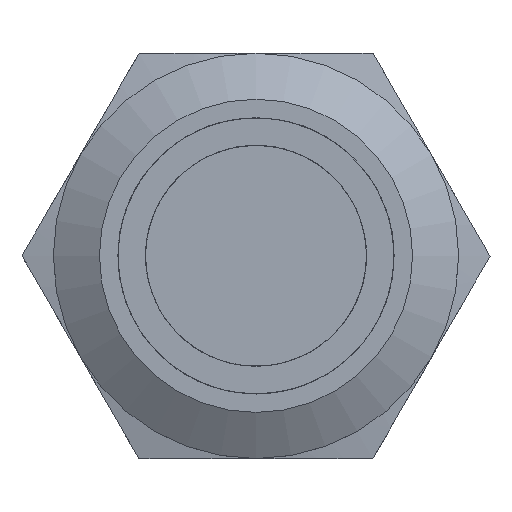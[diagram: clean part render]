
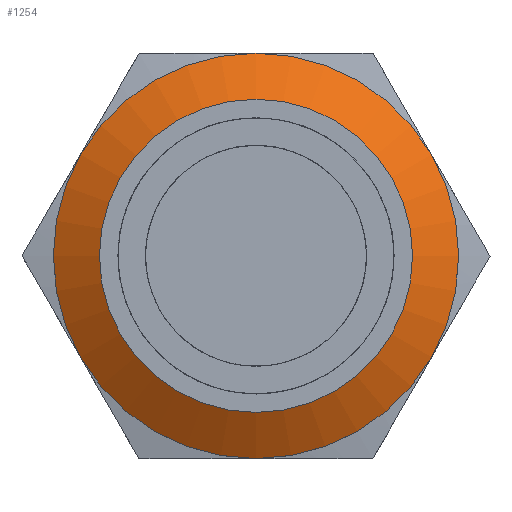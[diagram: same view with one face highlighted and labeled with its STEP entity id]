
A CAD part, top view. The second image highlights one B-rep face of the part: STEP entity #1254.
In plain terms, the highlighted conical face has half-angle 59.036 degrees and reference radius 8.5 mm.
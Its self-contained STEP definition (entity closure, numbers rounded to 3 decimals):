
#534=CONICAL_SURFACE('',#1319,8.5,1.03);
#726=VERTEX_POINT('',#1689);
#727=VERTEX_POINT('',#1691);
#764=CIRCLE('',#1320,8.5);
#765=CIRCLE('',#1321,11.);
#838=EDGE_CURVE('',#726,#726,#764,.T.);
#839=EDGE_CURVE('',#727,#727,#765,.T.);
#987=ORIENTED_EDGE('',*,*,#838,.T.);
#988=ORIENTED_EDGE('',*,*,#839,.T.);
#1099=EDGE_LOOP('',(#987));
#1100=EDGE_LOOP('',(#988));
#1183=FACE_BOUND('',#1099,.T.);
#1184=FACE_BOUND('',#1100,.T.);
#1254=ADVANCED_FACE('',(#1183,#1184),#534,.T.);
#1319=AXIS2_PLACEMENT_3D('',#1687,#1471,#1472);
#1320=AXIS2_PLACEMENT_3D('',#1688,#1473,#1474);
#1321=AXIS2_PLACEMENT_3D('',#1690,#1475,#1476);
#1471=DIRECTION('',(0.,0.,-1.));
#1472=DIRECTION('',(-8.5,0.,0.));
#1473=DIRECTION('',(0.,0.,-1.));
#1474=DIRECTION('',(-8.5,0.,0.));
#1475=DIRECTION('',(0.,0.,1.));
#1476=DIRECTION('',(-11.,0.,0.));
#1687=CARTESIAN_POINT('',(0.,0.,2.));
#1688=CARTESIAN_POINT('',(0.,0.,2.));
#1689=CARTESIAN_POINT('',(8.5,0.,2.));
#1690=CARTESIAN_POINT('',(0.,0.,0.5));
#1691=CARTESIAN_POINT('',(11.,0.,0.5));
